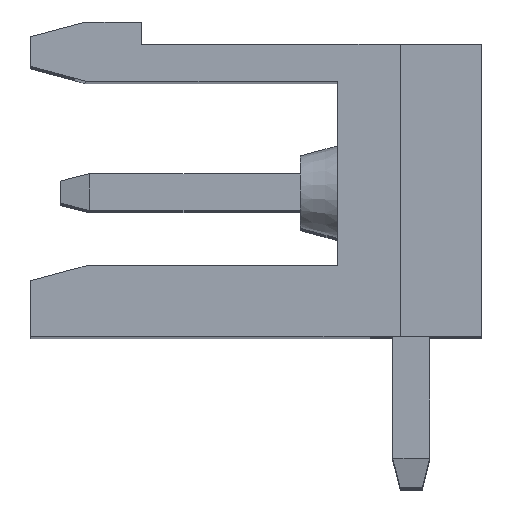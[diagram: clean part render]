
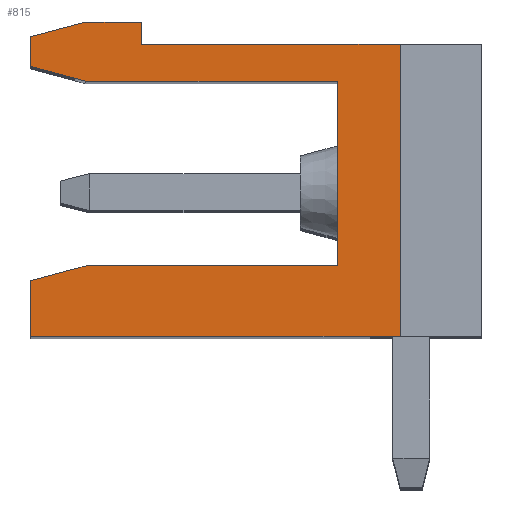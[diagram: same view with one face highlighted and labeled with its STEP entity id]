
A CAD part, top view. The second image highlights one B-rep face of the part: STEP entity #815.
In plain terms, the highlighted planar face has unit normal (0, 0, 1).
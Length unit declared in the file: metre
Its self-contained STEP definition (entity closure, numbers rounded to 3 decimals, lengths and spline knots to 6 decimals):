
#815=ADVANCED_FACE('',(#1898),#1899,.F.);
#1898=FACE_OUTER_BOUND('',#3266,.T.);
#1899=PLANE('',#3267);
#3266=EDGE_LOOP('',(#5660,#5661,#5662,#5663,#5664,#5665,#5666,#5667,#5668,#5669,#5670,#5671,#5672));
#3267=AXIS2_PLACEMENT_3D('',#5673,#5674,#5675);
#5660=ORIENTED_EDGE('',*,*,#8784,.T.);
#5661=ORIENTED_EDGE('',*,*,#8786,.T.);
#5662=ORIENTED_EDGE('',*,*,#8787,.T.);
#5663=ORIENTED_EDGE('',*,*,#8788,.T.);
#5664=ORIENTED_EDGE('',*,*,#8789,.T.);
#5665=ORIENTED_EDGE('',*,*,#8790,.T.);
#5666=ORIENTED_EDGE('',*,*,#8791,.T.);
#5667=ORIENTED_EDGE('',*,*,#8792,.F.);
#5668=ORIENTED_EDGE('',*,*,#8793,.F.);
#5669=ORIENTED_EDGE('',*,*,#8794,.F.);
#5670=ORIENTED_EDGE('',*,*,#8795,.F.);
#5671=ORIENTED_EDGE('',*,*,#8796,.F.);
#5672=ORIENTED_EDGE('',*,*,#8797,.T.);
#5673=CARTESIAN_POINT('',(-0.0037,0.0069,0.35324));
#5674=DIRECTION('',(0.0,0.0,-1.0));
#5675=DIRECTION('',(0.0,-1.0,0.0));
#8784=EDGE_CURVE('',#10653,#10728,#10730,.T.);
#8786=EDGE_CURVE('',#10728,#10732,#10733,.T.);
#8787=EDGE_CURVE('',#10732,#10734,#10735,.T.);
#8788=EDGE_CURVE('',#10734,#10736,#10737,.T.);
#8789=EDGE_CURVE('',#10736,#10738,#10739,.T.);
#8790=EDGE_CURVE('',#10738,#10740,#10741,.T.);
#8791=EDGE_CURVE('',#10740,#10742,#10743,.T.);
#8792=EDGE_CURVE('',#10744,#10742,#10745,.T.);
#8793=EDGE_CURVE('',#10746,#10744,#10747,.T.);
#8794=EDGE_CURVE('',#10748,#10746,#10749,.T.);
#8795=EDGE_CURVE('',#10750,#10748,#10751,.T.);
#8796=EDGE_CURVE('',#10752,#10750,#10753,.T.);
#8797=EDGE_CURVE('',#10752,#10653,#10754,.T.);
#10653=VERTEX_POINT('',#13420);
#10728=VERTEX_POINT('',#13537);
#10730=LINE('',#13540,#13541);
#10732=VERTEX_POINT('',#13543);
#10733=LINE('',#13544,#13545);
#10734=VERTEX_POINT('',#13546);
#10735=LINE('',#13547,#13548);
#10736=VERTEX_POINT('',#13549);
#10737=LINE('',#13550,#13551);
#10738=VERTEX_POINT('',#13552);
#10739=LINE('',#13553,#13554);
#10740=VERTEX_POINT('',#13555);
#10741=LINE('',#13556,#13557);
#10742=VERTEX_POINT('',#13558);
#10743=LINE('',#13559,#13560);
#10744=VERTEX_POINT('',#13561);
#10745=LINE('',#13562,#13563);
#10746=VERTEX_POINT('',#13564);
#10747=LINE('',#13565,#13566);
#10748=VERTEX_POINT('',#13567);
#10749=LINE('',#13568,#13569);
#10750=VERTEX_POINT('',#13570);
#10751=LINE('',#13571,#13572);
#10752=VERTEX_POINT('',#13573);
#10753=LINE('',#13574,#13575);
#10754=LINE('',#13576,#13577);
#13420=CARTESIAN_POINT('',(-0.012,0.,0.35324));
#13537=CARTESIAN_POINT('',(-0.002,0.,0.35324));
#13540=CARTESIAN_POINT('',(-0.012,0.,0.35324));
#13541=VECTOR('',#15696,1.0);
#13543=CARTESIAN_POINT('',(-0.002,0.0079,0.35324));
#13544=CARTESIAN_POINT('',(-0.002,0.0079,0.35324));
#13545=VECTOR('',#15697,1.0);
#13546=CARTESIAN_POINT('',(-0.009,0.0079,0.35324));
#13547=CARTESIAN_POINT('',(-0.0022,0.0079,0.35324));
#13548=VECTOR('',#15698,1.0);
#13549=CARTESIAN_POINT('',(-0.009,0.0085,0.35324));
#13550=CARTESIAN_POINT('',(-0.009,0.0081,0.35324));
#13551=VECTOR('',#15699,1.0);
#13552=CARTESIAN_POINT('',(-0.010507,0.0085,0.35324));
#13553=CARTESIAN_POINT('',(-0.009,0.0085,0.35324));
#13554=VECTOR('',#15700,1.0);
#13555=CARTESIAN_POINT('',(-0.012,0.0081,0.35324));
#13556=CARTESIAN_POINT('',(-0.010507,0.0085,0.35324));
#13557=VECTOR('',#15701,1.0);
#13558=CARTESIAN_POINT('',(-0.012,0.0073,0.35324));
#13559=CARTESIAN_POINT('',(-0.012,0.0082,0.35324));
#13560=VECTOR('',#15702,1.0);
#13561=CARTESIAN_POINT('',(-0.010507,0.0069,0.35324));
#13562=CARTESIAN_POINT('',(-0.012,0.0073,0.35324));
#13563=VECTOR('',#15703,1.0);
#13564=CARTESIAN_POINT('',(-0.0037,0.0069,0.35324));
#13565=CARTESIAN_POINT('',(-0.010507,0.0069,0.35324));
#13566=VECTOR('',#15704,1.0);
#13567=CARTESIAN_POINT('',(-0.0037,0.0019,0.35324));
#13568=CARTESIAN_POINT('',(-0.0037,0.0069,0.35324));
#13569=VECTOR('',#15705,1.0);
#13570=CARTESIAN_POINT('',(-0.0105,0.0019,0.35324));
#13571=CARTESIAN_POINT('',(-0.0037,0.0019,0.35324));
#13572=VECTOR('',#15706,1.0);
#13573=CARTESIAN_POINT('',(-0.012,0.001498,0.35324));
#13574=CARTESIAN_POINT('',(-0.0105,0.0019,0.35324));
#13575=VECTOR('',#15707,1.0);
#13576=CARTESIAN_POINT('',(-0.012,0.0082,0.35324));
#13577=VECTOR('',#15708,1.0);
#15696=DIRECTION('',(1.0,0.0,0.0));
#15697=DIRECTION('',(0.0,1.0,0.0));
#15698=DIRECTION('',(-1.0,0.0,0.0));
#15699=DIRECTION('',(0.,1.0,0.0));
#15700=DIRECTION('',(-1.0,0.0,0.0));
#15701=DIRECTION('',(-0.966,-0.259,0.0));
#15702=DIRECTION('',(0.0,-1.0,0.0));
#15703=DIRECTION('',(-0.966,0.259,0.0));
#15704=DIRECTION('',(-1.0,0.0,0.0));
#15705=DIRECTION('',(0.,1.0,0.0));
#15706=DIRECTION('',(1.0,0.0,0.0));
#15707=DIRECTION('',(0.966,0.259,0.0));
#15708=DIRECTION('',(0.0,-1.0,0.0));
